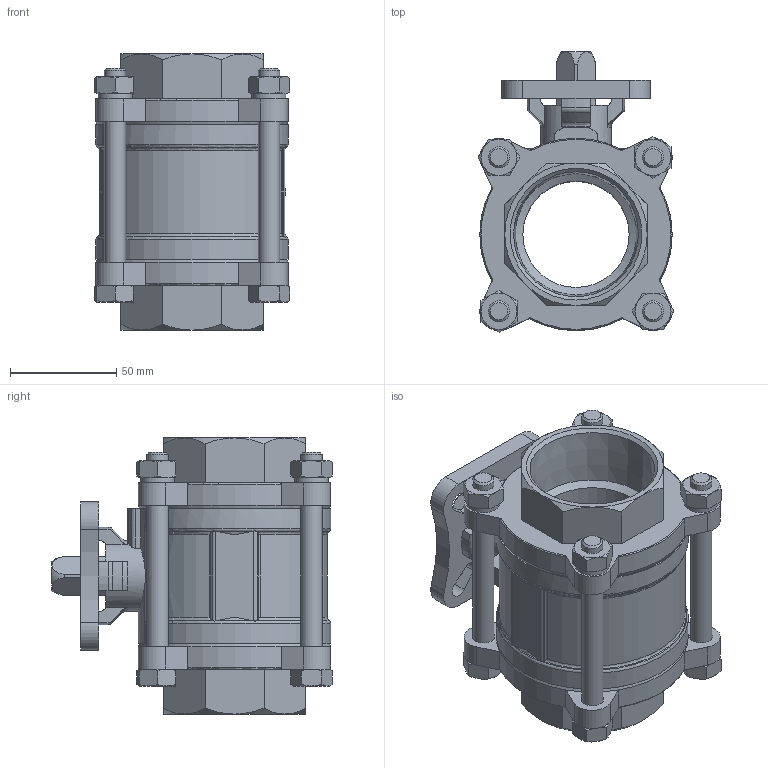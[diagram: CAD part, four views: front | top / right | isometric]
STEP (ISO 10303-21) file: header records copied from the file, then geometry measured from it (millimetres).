
FILE_DESCRIPTION(/* description */ ('STEP AP214'),/* implementation_level */ '2;1');
FILE_NAME(/* name */ '4809122_VZBE-2-T-63-T-2-F0507-V15V15',/* time_stamp */ '2024-09-18T02:15:33+02:00',/* author */ ('License CC BY-ND 4.0'),/* organization */ ('CADENAS'),/* preprocessor_version */ 'ST-DEVELOPER v19.3',/* originating_system */ 'PARTsolutions',/* authorisation */ ' ');
FILE_SCHEMA (('AUTOMOTIVE_DESIGN {1 0 10303 214 3 1 1}'));
Length unit declared in the file: millimetre
Products named in the file (1): 4809122 VZBE-2-T-63-T-2-F0507-V15V15
Bounding box: 92.11 x 132.15 x 130 mm (x, y, z)
Volume: 517488.4 mm3; surface area: 102875.1 mm2
Topology: 1 solids, 1 shells, 448 faces, 1140 edges, 716 vertices
Faces by surface type: plane 180, cone 139, cylinder 99, torus 30
Full cylindrical faces by diameter (mm): 10 x8, 10.5 x8, 16 x4, 33 x1, 36 x1, 50 x1, 90.5 x1
Entity records: 13660 total; most frequent: CARTESIAN_POINT 3431, ORIENTED_EDGE 2180, DIRECTION 1990, EDGE_CURVE 1090, AXIS2_PLACEMENT_3D 816, VERTEX_POINT 705, EDGE_LOOP 535, FACE_BOUND 535
